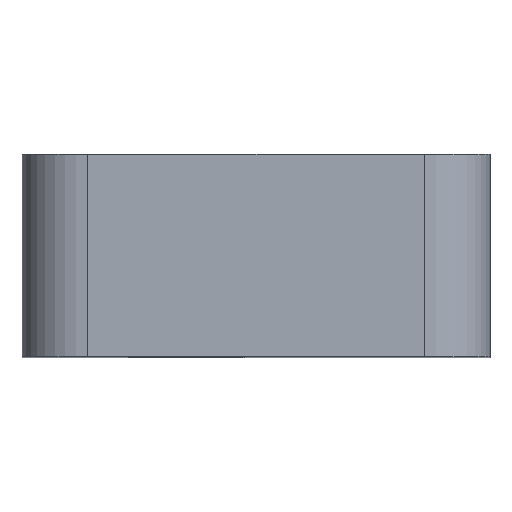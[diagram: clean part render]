
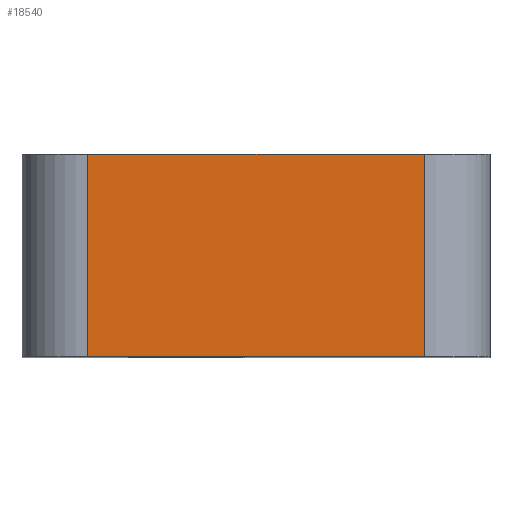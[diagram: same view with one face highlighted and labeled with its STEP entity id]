
A CAD part, top view. The second image highlights one B-rep face of the part: STEP entity #18540.
In plain terms, the highlighted planar face has unit normal (0, 0, 1).
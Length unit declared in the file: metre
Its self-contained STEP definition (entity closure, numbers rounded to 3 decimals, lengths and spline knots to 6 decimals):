
#4442=ORIENTED_EDGE('',*,*,#8255,.T.);
#4443=ORIENTED_EDGE('',*,*,#8287,.F.);
#4444=ORIENTED_EDGE('',*,*,#8288,.F.);
#4445=ORIENTED_EDGE('',*,*,#8285,.T.);
#8255=EDGE_CURVE('',#10355,#10361,#12355,.T.);
#8285=EDGE_CURVE('',#10372,#10355,#12383,.T.);
#8287=EDGE_CURVE('',#10373,#10361,#12384,.T.);
#8288=EDGE_CURVE('',#10372,#10373,#12385,.T.);
#10355=VERTEX_POINT('',#29641);
#10361=VERTEX_POINT('',#29653);
#10372=VERTEX_POINT('',#29705);
#10373=VERTEX_POINT('',#29709);
#12355=LINE('',#29654,#14553);
#12383=LINE('',#29704,#14581);
#12384=LINE('',#29708,#14582);
#12385=LINE('',#29710,#14583);
#14553=VECTOR('',#23930,1.);
#14581=VECTOR('',#23982,1.);
#14582=VECTOR('',#23987,1.);
#14583=VECTOR('',#23988,1.);
#15876=EDGE_LOOP('',(#4442,#4443,#4444,#4445));
#16882=FACE_BOUND('',#15876,.T.);
#17642=PLANE('',#20003);
#18540=ADVANCED_FACE('',(#16882),#17642,.F.);
#20003=AXIS2_PLACEMENT_3D('',#29707,#23985,#23986);
#23930=DIRECTION('',(1.,0.,0.));
#23982=DIRECTION('',(0.,-1.,0.));
#23985=DIRECTION('',(0.,0.,-1.));
#23986=DIRECTION('',(0.,1.,0.));
#23987=DIRECTION('',(0.,-1.,0.));
#23988=DIRECTION('',(1.,0.,0.));
#29641=CARTESIAN_POINT('',(-0.03782,0.,0.047949));
#29653=CARTESIAN_POINT('',(0.012884,0.,0.047949));
#29654=CARTESIAN_POINT('',(-0.012468,0.,0.047949));
#29704=CARTESIAN_POINT('',(-0.03782,0.0275,0.047949));
#29705=CARTESIAN_POINT('',(-0.03782,0.0305,0.047949));
#29707=CARTESIAN_POINT('',(-0.012468,0.0275,0.047949));
#29708=CARTESIAN_POINT('',(0.012884,0.0275,0.047949));
#29709=CARTESIAN_POINT('',(0.012884,0.0305,0.047949));
#29710=CARTESIAN_POINT('',(-0.012468,0.0305,0.047949));
